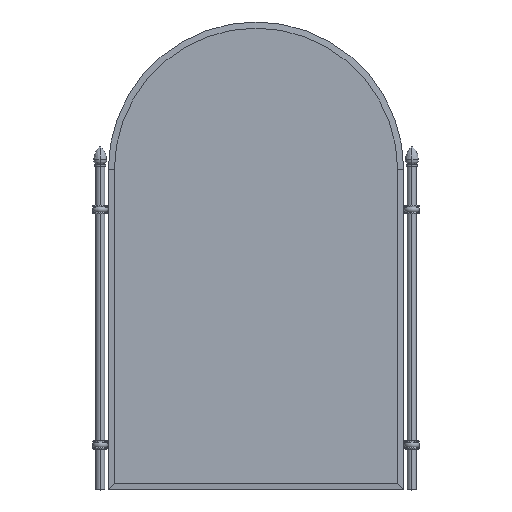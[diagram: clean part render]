
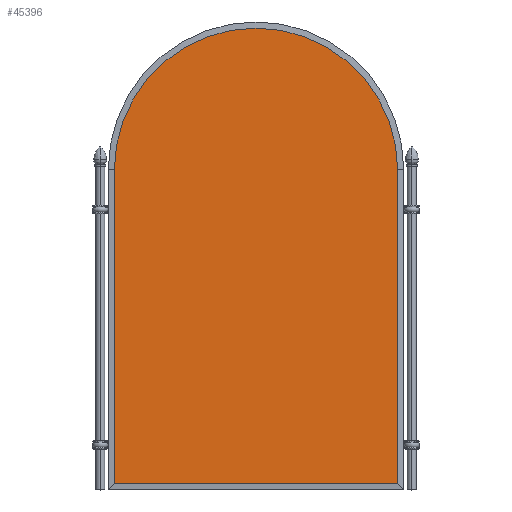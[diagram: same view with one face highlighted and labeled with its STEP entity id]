
A CAD part, top view. The second image highlights one B-rep face of the part: STEP entity #45396.
In plain terms, the highlighted planar face has unit normal (0, 0, 1).
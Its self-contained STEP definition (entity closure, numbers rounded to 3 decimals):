
#45247=DIRECTION('',(0.,1.,0.));
#45248=VECTOR('',#45247,25.5);
#45249=CARTESIAN_POINT('',(11.5,-2.032,0.919));
#45250=LINE('',#45249,#45248);
#45251=DIRECTION('',(1.,0.,0.));
#45252=VECTOR('',#45251,23.);
#45253=CARTESIAN_POINT('',(-11.5,-2.032,0.919));
#45254=LINE('',#45253,#45252);
#45255=DIRECTION('',(0.,-1.,0.));
#45256=VECTOR('',#45255,25.5);
#45257=CARTESIAN_POINT('',(-11.5,23.468,0.919));
#45258=LINE('',#45257,#45256);
#45259=CARTESIAN_POINT('',(0.,23.468,0.919));
#45260=DIRECTION('',(0.,0.,1.));
#45261=DIRECTION('',(1.,0.,0.));
#45262=AXIS2_PLACEMENT_3D('',#45259,#45260,#45261);
#45292=CARTESIAN_POINT('',(11.5,-2.032,0.919));
#45293=CARTESIAN_POINT('',(11.5,23.468,0.919));
#45294=VERTEX_POINT('',#45292);
#45295=VERTEX_POINT('',#45293);
#45296=CARTESIAN_POINT('',(-11.5,23.468,0.919));
#45297=VERTEX_POINT('',#45296);
#45298=CARTESIAN_POINT('',(-11.5,-2.032,0.919));
#45299=VERTEX_POINT('',#45298);
#45382=CARTESIAN_POINT('',(0.,-2.532,0.919));
#45383=DIRECTION('',(0.,0.,1.));
#45384=DIRECTION('',(1.,0.,0.));
#45385=AXIS2_PLACEMENT_3D('',#45382,#45383,#45384);
#45386=PLANE('',#45385);
#45388=ORIENTED_EDGE('',*,*,#45387,.F.);
#45390=ORIENTED_EDGE('',*,*,#45389,.F.);
#45392=ORIENTED_EDGE('',*,*,#45391,.F.);
#45393=ORIENTED_EDGE('',*,*,#45372,.F.);
#45394=EDGE_LOOP('',(#45388,#45390,#45392,#45393));
#45395=FACE_OUTER_BOUND('',#45394,.F.);
#45396=ADVANCED_FACE('',(#45395),#45386,.T.);
#45263=CIRCLE('',#45262,11.5);
#45372=EDGE_CURVE('',#45295,#45297,#45263,.T.);
#45387=EDGE_CURVE('',#45294,#45295,#45250,.T.);
#45389=EDGE_CURVE('',#45299,#45294,#45254,.T.);
#45391=EDGE_CURVE('',#45297,#45299,#45258,.T.);
